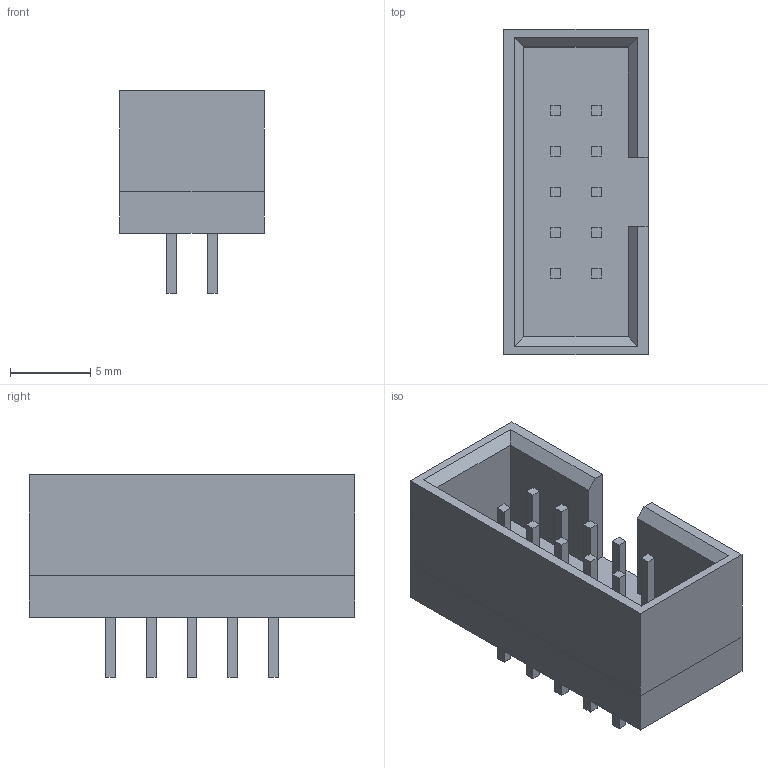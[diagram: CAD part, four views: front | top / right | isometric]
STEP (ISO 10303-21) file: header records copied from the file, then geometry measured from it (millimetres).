
FILE_DESCRIPTION(('FreeCAD Model'),'2;1');
FILE_NAME('Open CASCADE Shape Model','2025-03-14T09:35:53',(''),(''), 'Open CASCADE STEP processor 7.8','FreeCAD','Unknown');
FILE_SCHEMA(('AUTOMOTIVE_DESIGN { 1 0 10303 214 1 1 1 1 }'));
Length unit declared in the file: millimetre
Products named in the file (3): Unnamed; Pin; Body
Assembly tree (11 placements, depth 2):
  Unnamed
    Pin  x10
    Body
Bounding box: 9 x 20.3 x 12.65 mm (x, y, z)
Volume: 884 mm3; surface area: 1426.1 mm2
Topology: 11 solids, 11 shells, 84 faces, 176 edges, 114 vertices
Faces by surface type: plane 84
Entity records: 951 total; most frequent: CARTESIAN_POINT 152, DIRECTION 152, ORIENTED_EDGE 136, EDGE_CURVE 68, LINE 68, VECTOR 68, AXIS2_PLACEMENT_3D 42, VERTEX_POINT 42
